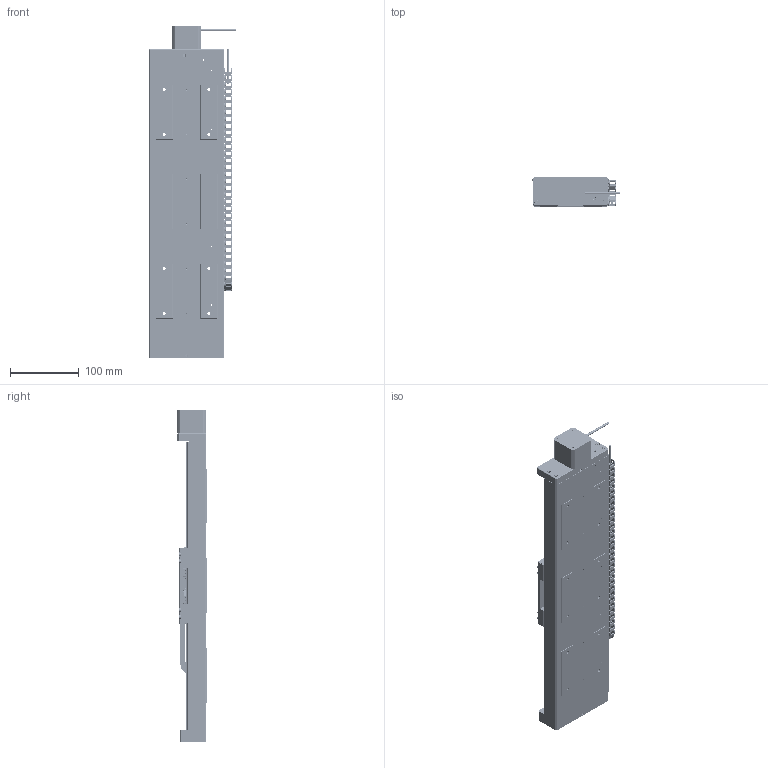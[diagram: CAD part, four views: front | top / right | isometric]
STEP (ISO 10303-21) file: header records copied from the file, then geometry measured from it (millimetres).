
FILE_DESCRIPTION (( 'STEP AP214' ), '1' );
FILE_NAME ('PPS-110-23X16.STEP', '2023-03-03T01:06:18', ( '' ), ( '' ), 'SwSTEP 2.0', 'SolidWorks 2020', '' );
FILE_SCHEMA (( 'AUTOMOTIVE_DESIGN' ));
Length unit declared in the file: millimetre
Products named in the file (57): 35; IGUS E3-3 7w 15br_300mm; 46; 33; 430714 PPS-110, Carriage Cable Cover; 53; PPS-110 Base Demo Assembly_2022_300mm Travel Stepper Motor, LIN, HV  ; 41; 30; 430802 PPS-110, End Plate, Motor Side, S17 Vacuum Stepper Motor_Without Cover; 57; 26; 45; 3; 36; 47; 54; 1; Screw, SHCS-S, M-DIN._M3 x 0.5 x 12mm; 38; 50; 40; 37; PPS-110-23X16; 5; 55; 44; SCREW, MS-PPH, M-JCIS 1_M1.6 x 0.35 x 3mm; 4; PPS-110, Base, Master Part_300mm Stepper & Peizo; Screw, SHCS-S, M-DIN._M3 x 0.5 x 18mm; 43; 28; 130242 Bearing, Slide Rail, PPS-110 (SEBS9B Track)_300mm; 48; 51; 27; 39; Screw, SHCS-S, M-DIN._M3 x 0.5 x 08mm; PPS-110 Carriage Demo Assembly_2022_Stepper Motor Carriage (Leadscrew) ...
Assembly tree (140 placements, depth 3):
  PPS-110-23X16
    PPS-110 Base Demo Assembly_2022_300mm Travel Stepper Motor, LIN, HV  
      PPS-110, Base, Master Part_300mm Stepper & Peizo
      Screw, SHCS-S, M-DIN._M3 x 0.5 x 08mm  x42
      130242 Bearing, Slide Rail, PPS-110 (SEBS9B Track)_300mm  x2
      430866 PPS-110, End Plate, Bearing Side, No Cover, Stepper Motor_Without cover
      Screw, SHCS-S, M-DIN._M3 x 0.5 x 18mm  x4
      430802 PPS-110, End Plate, Motor Side, S17 Vacuum Stepper Motor_Without Cover
      Screw, SHCS-S, M-DIN._M3 x 0.5 x 12mm  x8
      110208-101 Motor, Stepper, Lin Size 17, 4118S-04P, Reduced Shaft 17mm, Vacuum
    PPS-110 Carriage Demo Assembly_2022_Stepper Motor Carriage (Leadscrew)
      430710 PPS-110, Carriage, L110, Linear and Stepper Motor
      430714 PPS-110, Carriage Cable Cover
      SCREW, MS-PPH, M-JCIS 1_M1.6 x 0.35 x 3mm  x10
      130242 Bearing, Slide Rail, PPS-110 (SEBS9B Slide)  x4
      Screw, SHCS-L, M-DIN_M3 x 0.5 x 06mm  x16
    IGUS E3-3 7w 15br_300mm
      1
      2
      3
      4
      5
      24
      25
      26
      27
      28
      29
      30
      31
      32
      33
      34
      35
      36
      37
      38
      39
      40
      41
      42
      43
      44
      45
      46
      47
      48
      53
      49
      50
      51
      52
      54
      55
      56
      57  x5
    Cable Chain exit cable_MOTOR+LIMIT VACUUM  x2
Bounding box: 126.33 x 42.6 x 482 mm (x, y, z)
Volume: 921068.8 mm3; surface area: 302588.1 mm2
Topology: 137 solids, 137 shells, 6377 faces, 15460 edges, 9618 vertices
Faces by surface type: plane 3241, cylinder 2018, torus 620, cone 498
Entity records: 130060 total; most frequent: DIRECTION 19039, CARTESIAN_POINT 18373, ORIENTED_EDGE 17524, EDGE_CURVE 8762, AXIS2_PLACEMENT_3D 6778, VERTEX_POINT 5708, VECTOR 5483, LINE 5483
